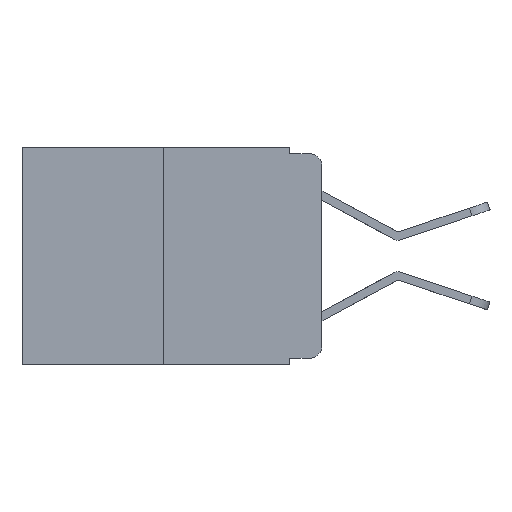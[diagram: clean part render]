
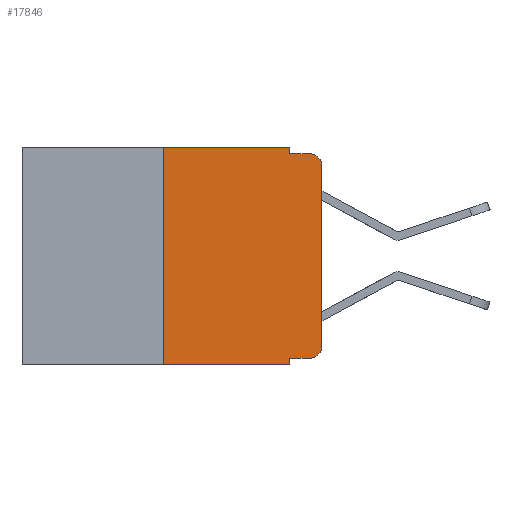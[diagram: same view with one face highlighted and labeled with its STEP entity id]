
A CAD part, left-side view. The second image highlights one B-rep face of the part: STEP entity #17846.
In plain terms, the highlighted planar face has unit normal (-1, 0, 0).
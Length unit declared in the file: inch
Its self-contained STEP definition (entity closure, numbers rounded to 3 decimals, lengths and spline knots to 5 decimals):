
#137 = DIRECTION ( 'NONE',  ( -1., 0., 0. ) ) ;
#389 = CARTESIAN_POINT ( 'NONE',  ( 0., 0.25, -0.343 ) ) ;
#1232 = DIRECTION ( 'NONE',  ( 0., -1., 0. ) ) ;
#1255 = ORIENTED_EDGE ( 'NONE', *, *, #5885, .F. ) ;
#1552 = DIRECTION ( 'NONE',  ( 0., 0., 1. ) ) ;
#1629 = CIRCLE ( 'NONE', #2316, 0.02 ) ;
#1857 = ORIENTED_EDGE ( 'NONE', *, *, #3437, .F. ) ;
#2067 = DIRECTION ( 'NONE',  ( 0., 0., -1. ) ) ;
#2316 = AXIS2_PLACEMENT_3D ( 'NONE', #3673, #5169, #8526 ) ;
#2945 = LINE ( 'NONE', #3926, #12567 ) ;
#2998 = EDGE_LOOP ( 'NONE', ( #13999, #5346, #11312, #11463, #7945, #1857, #8181, #1255, #14663, #7391 ) ) ;
#3073 = AXIS2_PLACEMENT_3D ( 'NONE', #14103, #12833, #2067 ) ;
#3145 = CARTESIAN_POINT ( 'NONE',  ( 0., 0., -0.313 ) ) ;
#3426 = DIRECTION ( 'NONE',  ( 0., 0., -1. ) ) ;
#3437 = EDGE_CURVE ( 'NONE', #19099, #14637, #17904, .T. ) ;
#3673 = CARTESIAN_POINT ( 'NONE',  ( 0., 0.02, -0.313 ) ) ;
#3926 = CARTESIAN_POINT ( 'NONE',  ( 0., 0.473, 0. ) ) ;
#3981 = VECTOR ( 'NONE', #1552, 39.37008 ) ;
#4235 = EDGE_CURVE ( 'NONE', #8721, #18879, #5407, .T. ) ;
#4342 = VECTOR ( 'NONE', #14436, 39.37008 ) ;
#4395 = CARTESIAN_POINT ( 'NONE',  ( 0., 0.02, -0.01 ) ) ;
#4413 = DIRECTION ( 'NONE',  ( 0., -1., 0. ) ) ;
#4459 = EDGE_CURVE ( 'NONE', #11216, #17600, #7066, .T. ) ;
#4719 = VERTEX_POINT ( 'NONE', #13679 ) ;
#5027 = CARTESIAN_POINT ( 'NONE',  ( 0., 0.25, 0. ) ) ;
#5169 = DIRECTION ( 'NONE',  ( -1., 0., 0. ) ) ;
#5346 = ORIENTED_EDGE ( 'NONE', *, *, #9888, .T. ) ;
#5366 = CARTESIAN_POINT ( 'NONE',  ( 0., 0.051, -0.01 ) ) ;
#5399 = CARTESIAN_POINT ( 'NONE',  ( 0., 0.051, -0.343 ) ) ;
#5407 = LINE ( 'NONE', #15199, #17168 ) ;
#5885 = EDGE_CURVE ( 'NONE', #8721, #6707, #11918, .T. ) ;
#6216 = CARTESIAN_POINT ( 'NONE',  ( 0., 0., 0. ) ) ;
#6707 = VERTEX_POINT ( 'NONE', #5399 ) ;
#7066 = LINE ( 'NONE', #17537, #17850 ) ;
#7391 = ORIENTED_EDGE ( 'NONE', *, *, #11182, .T. ) ;
#7653 = CARTESIAN_POINT ( 'NONE',  ( 0., 0.051, 0. ) ) ;
#7858 = DIRECTION ( 'NONE',  ( 0., 0., -1. ) ) ;
#7945 = ORIENTED_EDGE ( 'NONE', *, *, #9044, .F. ) ;
#8090 = DIRECTION ( 'NONE',  ( 0., -1., 0. ) ) ;
#8181 = ORIENTED_EDGE ( 'NONE', *, *, #18341, .T. ) ;
#8526 = DIRECTION ( 'NONE',  ( 0., 0., -1. ) ) ;
#8544 = EDGE_CURVE ( 'NONE', #13050, #11216, #16184, .T. ) ;
#8721 = VERTEX_POINT ( 'NONE', #10078 ) ;
#9044 = EDGE_CURVE ( 'NONE', #14637, #13050, #2945, .T. ) ;
#9874 = CARTESIAN_POINT ( 'NONE',  ( 0., 0.051, 0. ) ) ;
#9888 = EDGE_CURVE ( 'NONE', #4719, #17600, #10120, .T. ) ;
#10078 = CARTESIAN_POINT ( 'NONE',  ( 0., 0.051, -0.333 ) ) ;
#10120 = CIRCLE ( 'NONE', #12086, 0.02 ) ;
#10272 = DIRECTION ( 'NONE',  ( 0., -1., 0. ) ) ;
#10433 = EDGE_CURVE ( 'NONE', #18535, #4719, #12510, .T. ) ;
#10514 = CARTESIAN_POINT ( 'NONE',  ( 0., 0.02, -0.03 ) ) ;
#11182 = EDGE_CURVE ( 'NONE', #18879, #18535, #1629, .T. ) ;
#11216 = VERTEX_POINT ( 'NONE', #5366 ) ;
#11312 = ORIENTED_EDGE ( 'NONE', *, *, #4459, .F. ) ;
#11463 = ORIENTED_EDGE ( 'NONE', *, *, #8544, .F. ) ;
#11479 = LINE ( 'NONE', #12282, #19168 ) ;
#11918 = LINE ( 'NONE', #7653, #16016 ) ;
#12085 = VECTOR ( 'NONE', #3426, 39.37008 ) ;
#12086 = AXIS2_PLACEMENT_3D ( 'NONE', #10514, #137, #18622 ) ;
#12282 = CARTESIAN_POINT ( 'NONE',  ( 0., 0.473, -0.343 ) ) ;
#12510 = LINE ( 'NONE', #6216, #4342 ) ;
#12567 = VECTOR ( 'NONE', #10272, 39.37008 ) ;
#12833 = DIRECTION ( 'NONE',  ( 1., 0., 0. ) ) ;
#13050 = VERTEX_POINT ( 'NONE', #13675 ) ;
#13675 = CARTESIAN_POINT ( 'NONE',  ( 0., 0.051, 0. ) ) ;
#13679 = CARTESIAN_POINT ( 'NONE',  ( 0., 0., -0.03 ) ) ;
#13999 = ORIENTED_EDGE ( 'NONE', *, *, #10433, .T. ) ;
#14103 = CARTESIAN_POINT ( 'NONE',  ( 0., 0.473, 0. ) ) ;
#14396 = FACE_OUTER_BOUND ( 'NONE', #2998, .T. ) ;
#14436 = DIRECTION ( 'NONE',  ( 0., 0., 1. ) ) ;
#14637 = VERTEX_POINT ( 'NONE', #5027 ) ;
#14663 = ORIENTED_EDGE ( 'NONE', *, *, #4235, .T. ) ;
#15199 = CARTESIAN_POINT ( 'NONE',  ( 0., 0.051, -0.333 ) ) ;
#16016 = VECTOR ( 'NONE', #7858, 39.37008 ) ;
#16184 = LINE ( 'NONE', #9874, #12085 ) ;
#16828 = CARTESIAN_POINT ( 'NONE',  ( 0., 0.02, -0.333 ) ) ;
#17089 = CARTESIAN_POINT ( 'NONE',  ( 0., 0.25, 0. ) ) ;
#17168 = VECTOR ( 'NONE', #4413, 39.37008 ) ;
#17458 = PLANE ( 'NONE',  #3073 ) ;
#17537 = CARTESIAN_POINT ( 'NONE',  ( 0., 0.051, -0.01 ) ) ;
#17600 = VERTEX_POINT ( 'NONE', #4395 ) ;
#17846 = ADVANCED_FACE ( 'NONE', ( #14396 ), #17458, .F. ) ;
#17850 = VECTOR ( 'NONE', #8090, 39.37008 ) ;
#17904 = LINE ( 'NONE', #17089, #3981 ) ;
#18341 = EDGE_CURVE ( 'NONE', #19099, #6707, #11479, .T. ) ;
#18535 = VERTEX_POINT ( 'NONE', #3145 ) ;
#18622 = DIRECTION ( 'NONE',  ( 0., 0., -1. ) ) ;
#18879 = VERTEX_POINT ( 'NONE', #16828 ) ;
#19099 = VERTEX_POINT ( 'NONE', #389 ) ;
#19168 = VECTOR ( 'NONE', #1232, 39.37008 ) ;
